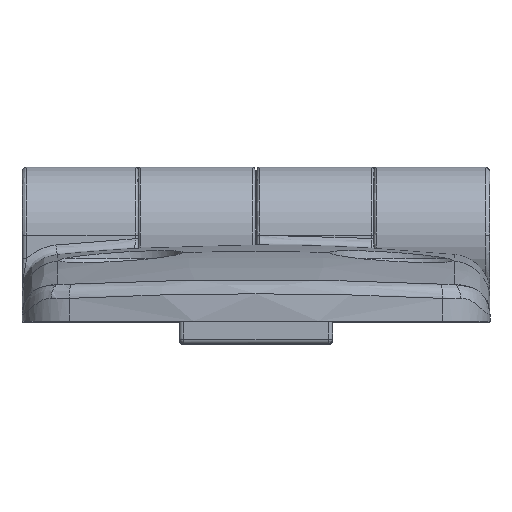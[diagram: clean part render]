
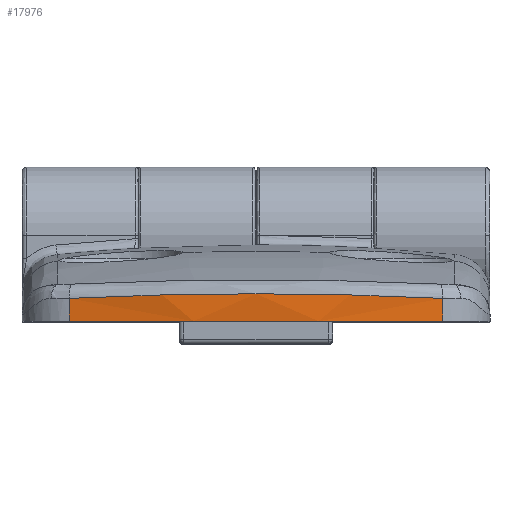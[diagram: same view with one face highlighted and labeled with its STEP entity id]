
A CAD part, top view. The second image highlights one B-rep face of the part: STEP entity #17976.
In plain terms, the highlighted cylindrical face has radius 100 mm (diameter 200 mm), a partial arc.
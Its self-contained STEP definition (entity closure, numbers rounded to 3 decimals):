
#472 = LINE ( 'NONE', #3716, #2996 ) ;
#666 = FACE_OUTER_BOUND ( 'NONE', #24609, .T. ) ;
#1535 = CARTESIAN_POINT ( 'NONE',  ( 0., 0., 51.5 ) ) ;
#1831 = VERTEX_POINT ( 'NONE', #11110 ) ;
#2674 = CARTESIAN_POINT ( 'NONE',  ( 0., 2.815, -48.5 ) ) ;
#2996 = VECTOR ( 'NONE', #3340, 1000. ) ;
#3340 = DIRECTION ( 'NONE',  ( 0., 1., 0. ) ) ;
#3557 = DIRECTION ( 'NONE',  ( 1., 0., 0. ) ) ;
#3716 = CARTESIAN_POINT ( 'NONE',  ( 19.149, 15.9, -46.649 ) ) ;
#3789 = VECTOR ( 'NONE', #20710, 1000. ) ;
#5092 = CARTESIAN_POINT ( 'NONE',  ( -19.149, 7.9, -46.649 ) ) ;
#5747 = CARTESIAN_POINT ( 'NONE',  ( 19.149, 0., -46.649 ) ) ;
#6847 = EDGE_CURVE ( 'NONE', #20970, #1831, #472, .T. ) ;
#6874 = CARTESIAN_POINT ( 'NONE',  ( 12.914, 2.659, -47.866 ) ) ;
#7126 = CARTESIAN_POINT ( 'NONE',  ( -6.493, 2.815, -48.5 ) ) ;
#7299 = DIRECTION ( 'NONE',  ( 0., -1., 0. ) ) ;
#7946 = CIRCLE ( 'NONE', #19351, 100. ) ;
#10575 = ORIENTED_EDGE ( 'NONE', *, *, #19186, .T. ) ;
#10833 = CARTESIAN_POINT ( 'NONE',  ( 6.493, 2.815, -48.5 ) ) ;
#10984 = CARTESIAN_POINT ( 'NONE',  ( -19.149, 2.347, -46.65 ) ) ;
#11110 = CARTESIAN_POINT ( 'NONE',  ( 19.149, 2.347, -46.65 ) ) ;
#11500 = ORIENTED_EDGE ( 'NONE', *, *, #23828, .T. ) ;
#11597 = B_SPLINE_CURVE_WITH_KNOTS ( 'NONE', 3,
 ( #12833, #10833, #6874, #20510 ),
 .UNSPECIFIED., .F., .F.,
 ( 4, 4 ),
 ( 0., 1. ),
 .UNSPECIFIED. ) ;
#12145 = B_SPLINE_CURVE_WITH_KNOTS ( 'NONE', 3,
 ( #10984, #12910, #7126, #20746 ),
 .UNSPECIFIED., .F., .F.,
 ( 4, 4 ),
 ( 0., 1. ),
 .UNSPECIFIED. ) ;
#12727 = ORIENTED_EDGE ( 'NONE', *, *, #24415, .F. ) ;
#12833 = CARTESIAN_POINT ( 'NONE',  ( 0., 2.815, -48.5 ) ) ;
#12859 = VERTEX_POINT ( 'NONE', #2674 ) ;
#12910 = CARTESIAN_POINT ( 'NONE',  ( -12.914, 2.659, -47.866 ) ) ;
#13550 = ORIENTED_EDGE ( 'NONE', *, *, #6847, .F. ) ;
#13592 = CARTESIAN_POINT ( 'NONE',  ( -19.149, 0., -46.649 ) ) ;
#13646 = VERTEX_POINT ( 'NONE', #24276 ) ;
#14924 = LINE ( 'NONE', #5092, #3789 ) ;
#15396 = DIRECTION ( 'NONE',  ( 0., -1., 0. ) ) ;
#16186 = VERTEX_POINT ( 'NONE', #13592 ) ;
#17243 = DIRECTION ( 'NONE',  ( 1., 0., 0. ) ) ;
#17976 = ADVANCED_FACE ( 'NONE', ( #666 ), #19111, .T. ) ;
#19111 = CYLINDRICAL_SURFACE ( 'NONE', #21594, 100. ) ;
#19186 = EDGE_CURVE ( 'NONE', #12859, #1831, #11597, .T. ) ;
#19351 = AXIS2_PLACEMENT_3D ( 'NONE', #1535, #15396, #3557 ) ;
#20510 = CARTESIAN_POINT ( 'NONE',  ( 19.149, 2.347, -46.65 ) ) ;
#20710 = DIRECTION ( 'NONE',  ( 0., 1., 0. ) ) ;
#20746 = CARTESIAN_POINT ( 'NONE',  ( 0., 2.815, -48.5 ) ) ;
#20970 = VERTEX_POINT ( 'NONE', #5747 ) ;
#21594 = AXIS2_PLACEMENT_3D ( 'NONE', #24514, #7299, #17243 ) ;
#22842 = EDGE_CURVE ( 'NONE', #16186, #13646, #14924, .T. ) ;
#23828 = EDGE_CURVE ( 'NONE', #13646, #12859, #12145, .T. ) ;
#24276 = CARTESIAN_POINT ( 'NONE',  ( -19.149, 2.347, -46.65 ) ) ;
#24303 = ORIENTED_EDGE ( 'NONE', *, *, #22842, .T. ) ;
#24415 = EDGE_CURVE ( 'NONE', #16186, #20970, #7946, .T. ) ;
#24514 = CARTESIAN_POINT ( 'NONE',  ( 0., 7.9, 51.5 ) ) ;
#24609 = EDGE_LOOP ( 'NONE', ( #13550, #12727, #24303, #11500, #10575 ) ) ;
